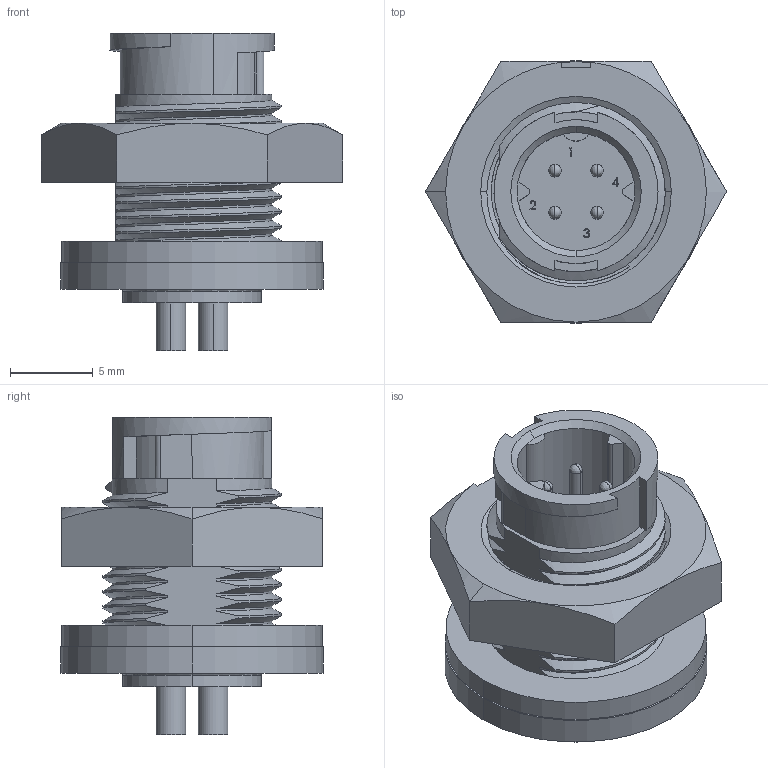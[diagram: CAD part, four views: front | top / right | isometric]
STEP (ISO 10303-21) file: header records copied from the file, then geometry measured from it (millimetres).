
FILE_DESCRIPTION (( 'STEP AP203' ), '1' );
FILE_NAME ('17880-4PG-300.STEP', '2016-02-24T21:04:38', ( '' ), ( '' ), 'SwSTEP 2.0', 'SolidWorks 2014', '' );
FILE_SCHEMA (( 'CONFIG_CONTROL_DESIGN' ));
Length unit declared in the file: inch
Products named in the file (1): 17880-4PG-300
Bounding box: 18.18 x 15.88 x 19.15 mm (x, y, z)
Volume: 1694.3 mm3; surface area: 2406.4 mm2
Topology: 2 solids, 2 shells, 285 faces, 765 edges, 490 vertices
Faces by surface type: plane 114, cylinder 79, bspline 79, cone 13
Entity records: 18192 total; most frequent: CARTESIAN_POINT 11781, ORIENTED_EDGE 1498, DIRECTION 1050, EDGE_CURVE 749, VERTEX_POINT 490, LINE 386, VECTOR 386, AXIS2_PLACEMENT_3D 332
